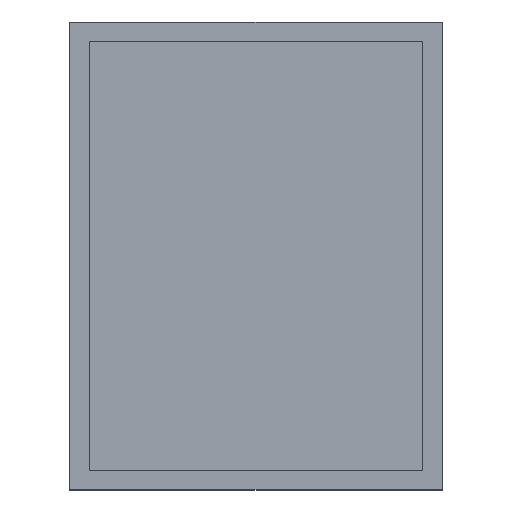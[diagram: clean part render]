
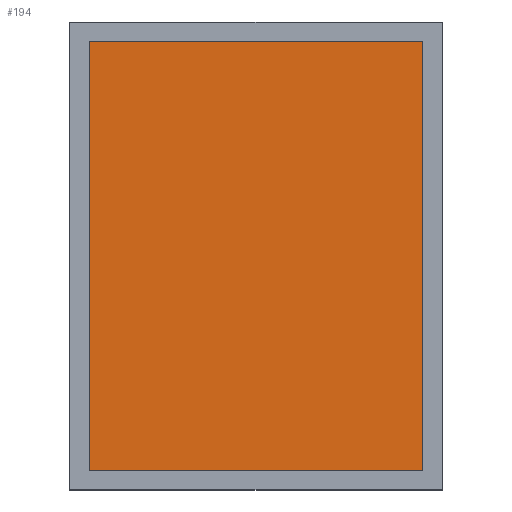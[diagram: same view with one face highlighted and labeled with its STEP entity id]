
A CAD part, top view. The second image highlights one B-rep face of the part: STEP entity #194.
In plain terms, the highlighted planar face has unit normal (0, 0, 1).
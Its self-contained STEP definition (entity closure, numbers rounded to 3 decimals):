
#24=FACE_OUTER_BOUND('',#35,.T.);
#35=EDGE_LOOP('',(#147,#148,#149,#150));
#43=LINE('',#285,#67);
#47=LINE('',#293,#71);
#50=LINE('',#299,#74);
#53=LINE('',#304,#77);
#67=VECTOR('',#234,10.);
#71=VECTOR('',#240,10.);
#74=VECTOR('',#245,10.);
#77=VECTOR('',#250,10.);
#91=VERTEX_POINT('',#283);
#92=VERTEX_POINT('',#284);
#95=VERTEX_POINT('',#292);
#97=VERTEX_POINT('',#298);
#107=EDGE_CURVE('',#91,#92,#43,.T.);
#111=EDGE_CURVE('',#92,#95,#47,.T.);
#114=EDGE_CURVE('',#95,#97,#50,.T.);
#117=EDGE_CURVE('',#97,#91,#53,.T.);
#147=ORIENTED_EDGE('',*,*,#117,.F.);
#148=ORIENTED_EDGE('',*,*,#114,.F.);
#149=ORIENTED_EDGE('',*,*,#111,.F.);
#150=ORIENTED_EDGE('',*,*,#107,.F.);
#183=PLANE('',#220);
#194=ADVANCED_FACE('',(#24),#183,.T.);
#220=AXIS2_PLACEMENT_3D('',#306,#252,#253);
#234=DIRECTION('',(0.,1.,0.));
#240=DIRECTION('',(1.,0.,0.));
#245=DIRECTION('',(0.,-1.,0.));
#250=DIRECTION('',(-1.,0.,0.));
#252=DIRECTION('center_axis',(0.,0.,1.));
#253=DIRECTION('ref_axis',(1.,0.,0.));
#283=CARTESIAN_POINT('',(-3.8,-14.08,1.));
#284=CARTESIAN_POINT('',(-3.8,7.92,1.));
#285=CARTESIAN_POINT('',(-3.8,2.92,1.));
#292=CARTESIAN_POINT('',(13.32,7.92,1.));
#293=CARTESIAN_POINT('',(9.54,7.92,1.));
#298=CARTESIAN_POINT('',(13.32,-14.08,1.));
#299=CARTESIAN_POINT('',(13.32,-9.08,1.));
#304=CARTESIAN_POINT('',(-0.02,-14.08,1.));
#306=CARTESIAN_POINT('Origin',(4.76,-3.08,1.));
